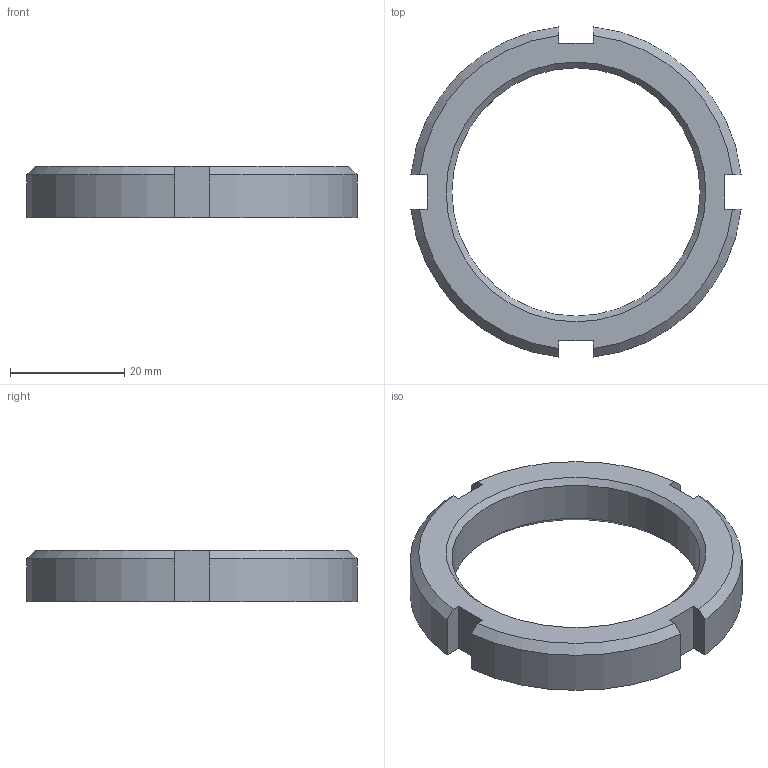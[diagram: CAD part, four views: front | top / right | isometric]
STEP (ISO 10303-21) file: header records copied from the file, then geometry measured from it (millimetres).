
FILE_DESCRIPTION((''),'2;1');
FILE_NAME('GHI050.063.stp','2016-07-11T17:29:31',('carlo.corazza'),(''),'Autodesk Inventor 2013','Autodesk Inventor 2013','');
FILE_SCHEMA(('AUTOMOTIVE_DESIGN { 1 0 10303 214 1 1 1 1 }'));
Length unit declared in the file: millimetre
Products named in the file (1): GHI050.063
Bounding box: 57.69 x 57.69 x 9 mm (x, y, z)
Volume: 9529.8 mm3; surface area: 4950 mm2
Topology: 1 solids, 1 shells, 25 faces, 68 edges, 45 vertices
Faces by surface type: plane 14, cone 6, cylinder 5
Full cylindrical faces by diameter (mm): 43.376 x1
Entity records: 788 total; most frequent: CARTESIAN_POINT 150, ORIENTED_EDGE 128, DIRECTION 124, EDGE_CURVE 64, VERTEX_POINT 44, AXIS2_PLACEMENT_3D 42, VECTOR 40, LINE 40
